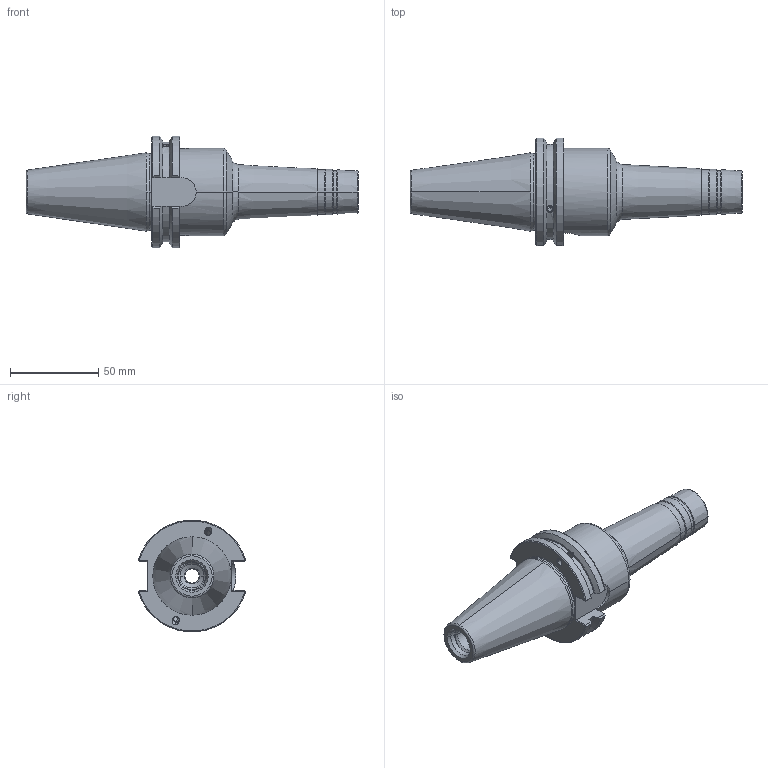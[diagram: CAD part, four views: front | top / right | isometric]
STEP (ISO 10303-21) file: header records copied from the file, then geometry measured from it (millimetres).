
FILE_DESCRIPTION((''),'2;1');
FILE_NAME('CAT40ADB_90_20200821','2020-09-18T14:14:48',('user'),(''),'CREO PARAMETRIC BY PTC INC, 2018400','CREO PARAMETRIC BY PTC INC, 2018400','');
FILE_SCHEMA(('CONFIG_CONTROL_DESIGN'));
Length unit declared in the file: millimetre
Products named in the file (1): CAT40ADB_90_20200821
Bounding box: 188.25 x 60.84 x 63.27 mm (x, y, z)
Volume: 193102.8 mm3; surface area: 35702.6 mm2
Topology: 1 solids, 6 shells, 168 faces, 440 edges, 277 vertices
Faces by surface type: cylinder 61, plane 47, cone 40, torus 16, bspline 4
Entity records: 5632 total; most frequent: CARTESIAN_POINT 1541, DIRECTION 845, ORIENTED_EDGE 828, EDGE_CURVE 434, AXIS2_PLACEMENT_3D 338, VERTEX_POINT 277, EDGE_LOOP 187, CIRCLE 173
